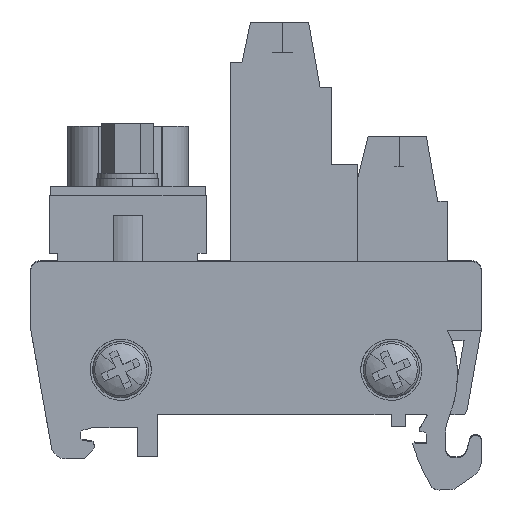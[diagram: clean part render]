
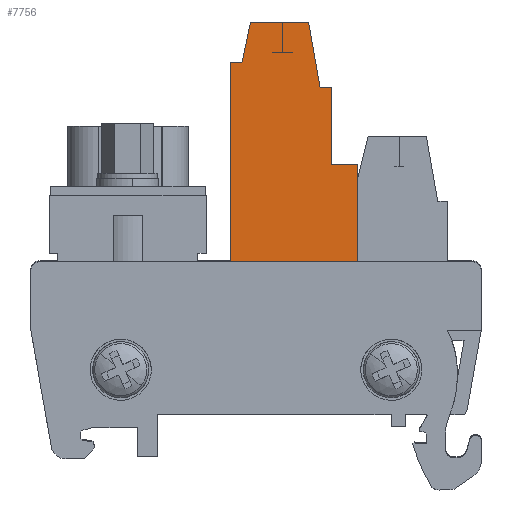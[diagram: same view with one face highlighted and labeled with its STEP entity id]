
A CAD part, left-side view. The second image highlights one B-rep face of the part: STEP entity #7756.
In plain terms, the highlighted planar face has unit normal (-1, 0, 0).
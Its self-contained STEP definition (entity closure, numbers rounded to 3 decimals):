
#7688=AXIS2_PLACEMENT_3D('Plane Axis2P3D',#7685,#7686,#7687) ;
#7312=CARTESIAN_POINT('Vertex',(6.9,12.4,21.5)) ;
#7315=CARTESIAN_POINT('Line Origine',(6.9,18.7,21.5)) ;
#7319=CARTESIAN_POINT('Vertex',(6.9,25.,21.5)) ;
#7669=CARTESIAN_POINT('Vertex',(6.9,25.,42.7)) ;
#7672=CARTESIAN_POINT('Line Origine',(6.9,25.,32.1)) ;
#7685=CARTESIAN_POINT('Axis2P3D Location',(6.9,3.4,18.)) ;
#7690=CARTESIAN_POINT('Line Origine',(6.9,13.7,32.5)) ;
#7694=CARTESIAN_POINT('Vertex',(6.9,12.4,32.5)) ;
#7696=CARTESIAN_POINT('Vertex',(6.9,15.,32.5)) ;
#7699=CARTESIAN_POINT('Line Origine',(6.9,15.,36.35)) ;
#7703=CARTESIAN_POINT('Vertex',(6.9,15.,40.2)) ;
#7706=CARTESIAN_POINT('Line Origine',(6.9,15.552,40.2)) ;
#7710=CARTESIAN_POINT('Vertex',(6.9,16.104,40.2)) ;
#7713=CARTESIAN_POINT('Line Origine',(6.9,16.677,43.45)) ;
#7717=CARTESIAN_POINT('Vertex',(6.9,17.25,46.7)) ;
#7720=CARTESIAN_POINT('Line Origine',(6.9,20.15,46.7)) ;
#7724=CARTESIAN_POINT('Vertex',(6.9,23.05,46.7)) ;
#7727=CARTESIAN_POINT('Line Origine',(6.9,23.475,44.7)) ;
#7731=CARTESIAN_POINT('Vertex',(6.9,23.9,42.7)) ;
#7734=CARTESIAN_POINT('Line Origine',(6.9,24.45,42.7)) ;
#7739=CARTESIAN_POINT('Line Origine',(6.9,12.4,27.)) ;
#7316=DIRECTION('Vector Direction',(0.,1.,0.)) ;
#7673=DIRECTION('Vector Direction',(0.,0.,1.)) ;
#7686=DIRECTION('Axis2P3D Direction',(-1.,0.,0.)) ;
#7687=DIRECTION('Axis2P3D XDirection',(0.,0.,1.)) ;
#7691=DIRECTION('Vector Direction',(0.,1.,0.)) ;
#7700=DIRECTION('Vector Direction',(0.,0.,1.)) ;
#7707=DIRECTION('Vector Direction',(0.,-1.,0.)) ;
#7714=DIRECTION('Vector Direction',(0.,0.174,0.985)) ;
#7721=DIRECTION('Vector Direction',(0.,1.,0.)) ;
#7728=DIRECTION('Vector Direction',(0.,0.208,-0.978)) ;
#7735=DIRECTION('Vector Direction',(0.,1.,0.)) ;
#7740=DIRECTION('Vector Direction',(0.,0.,1.)) ;
#7317=VECTOR('Line Direction',#7316,1.) ;
#7674=VECTOR('Line Direction',#7673,1.) ;
#7692=VECTOR('Line Direction',#7691,1.) ;
#7701=VECTOR('Line Direction',#7700,1.) ;
#7708=VECTOR('Line Direction',#7707,1.) ;
#7715=VECTOR('Line Direction',#7714,1.) ;
#7722=VECTOR('Line Direction',#7721,1.) ;
#7729=VECTOR('Line Direction',#7728,1.) ;
#7736=VECTOR('Line Direction',#7735,1.) ;
#7741=VECTOR('Line Direction',#7740,1.) ;
#7745=ORIENTED_EDGE('',*,*,#7698,.T.) ;
#7746=ORIENTED_EDGE('',*,*,#7705,.T.) ;
#7747=ORIENTED_EDGE('',*,*,#7712,.F.) ;
#7748=ORIENTED_EDGE('',*,*,#7719,.T.) ;
#7749=ORIENTED_EDGE('',*,*,#7726,.T.) ;
#7750=ORIENTED_EDGE('',*,*,#7733,.T.) ;
#7751=ORIENTED_EDGE('',*,*,#7738,.T.) ;
#7752=ORIENTED_EDGE('',*,*,#7676,.F.) ;
#7753=ORIENTED_EDGE('',*,*,#7321,.F.) ;
#7754=ORIENTED_EDGE('',*,*,#7743,.T.) ;
#7756=ADVANCED_FACE('NONE',(#7755),#7689,.T.) ;
#7321=EDGE_CURVE('',#7313,#7320,#7318,.T.) ;
#7676=EDGE_CURVE('',#7320,#7670,#7675,.T.) ;
#7698=EDGE_CURVE('',#7695,#7697,#7693,.T.) ;
#7705=EDGE_CURVE('',#7697,#7704,#7702,.T.) ;
#7712=EDGE_CURVE('',#7711,#7704,#7709,.T.) ;
#7719=EDGE_CURVE('',#7711,#7718,#7716,.T.) ;
#7726=EDGE_CURVE('',#7718,#7725,#7723,.T.) ;
#7733=EDGE_CURVE('',#7725,#7732,#7730,.T.) ;
#7738=EDGE_CURVE('',#7732,#7670,#7737,.T.) ;
#7743=EDGE_CURVE('',#7313,#7695,#7742,.T.) ;
#7744=EDGE_LOOP('',(#7745,#7746,#7747,#7748,#7749,#7750,#7751,#7752,#7753,#7754)) ;
#7755=FACE_OUTER_BOUND('',#7744,.T.) ;
#7318=LINE('Line',#7315,#7317) ;
#7675=LINE('Line',#7672,#7674) ;
#7693=LINE('Line',#7690,#7692) ;
#7702=LINE('Line',#7699,#7701) ;
#7709=LINE('Line',#7706,#7708) ;
#7716=LINE('Line',#7713,#7715) ;
#7723=LINE('Line',#7720,#7722) ;
#7730=LINE('Line',#7727,#7729) ;
#7737=LINE('Line',#7734,#7736) ;
#7742=LINE('Line',#7739,#7741) ;
#7689=PLANE('',#7688) ;
#7313=VERTEX_POINT('',#7312) ;
#7320=VERTEX_POINT('',#7319) ;
#7670=VERTEX_POINT('',#7669) ;
#7695=VERTEX_POINT('',#7694) ;
#7697=VERTEX_POINT('',#7696) ;
#7704=VERTEX_POINT('',#7703) ;
#7711=VERTEX_POINT('',#7710) ;
#7718=VERTEX_POINT('',#7717) ;
#7725=VERTEX_POINT('',#7724) ;
#7732=VERTEX_POINT('',#7731) ;
